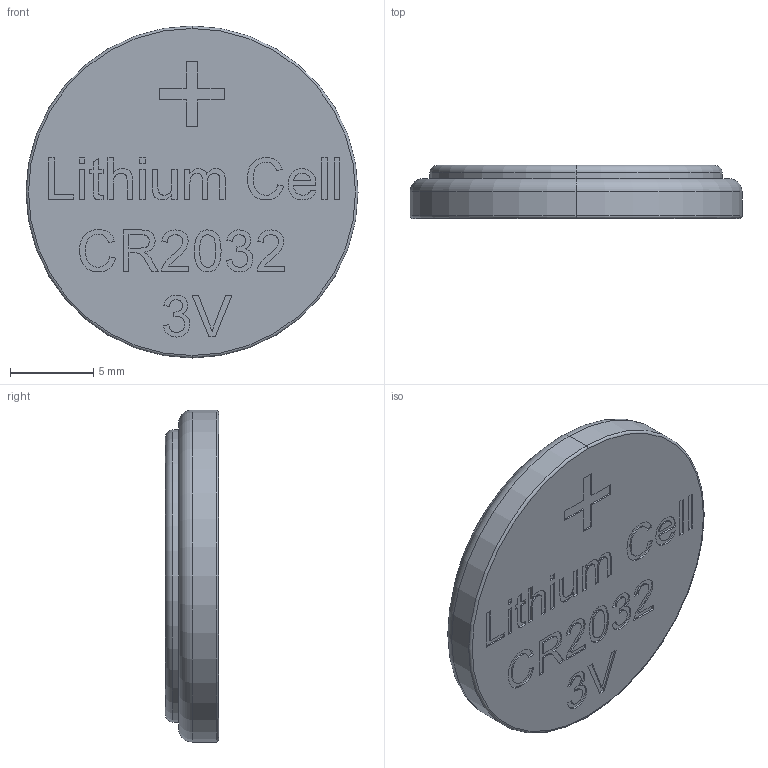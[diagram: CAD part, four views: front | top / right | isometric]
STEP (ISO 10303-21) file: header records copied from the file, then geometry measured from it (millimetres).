
FILE_DESCRIPTION ( ( 'STEP AP214' ), '1' );
FILE_NAME ( 'BATT-CR2032.STEP', '', ( '' ), ( '' ), '', '', '' );
FILE_SCHEMA (( 'AUTOMOTIVE_DESIGN' ));
Length unit declared in the file: millimetre
Products named in the file (1): BATT-CR2032
Bounding box: 20 x 3.2 x 20 mm (x, y, z)
Volume: 930.5 mm3; surface area: 823.2 mm2
Topology: 1 solids, 1 shells, 276 faces, 734 edges, 486 vertices
Faces by surface type: plane 148, bspline 114, torus 6, cylinder 4, cone 4
Entity records: 17737 total; most frequent: CARTESIAN_POINT 8571, ORIENTED_EDGE 1468, DIRECTION 856, EDGE_CURVE 734, VERTEX_POINT 486, VECTOR 482, LINE 482, EDGE_LOOP 302
